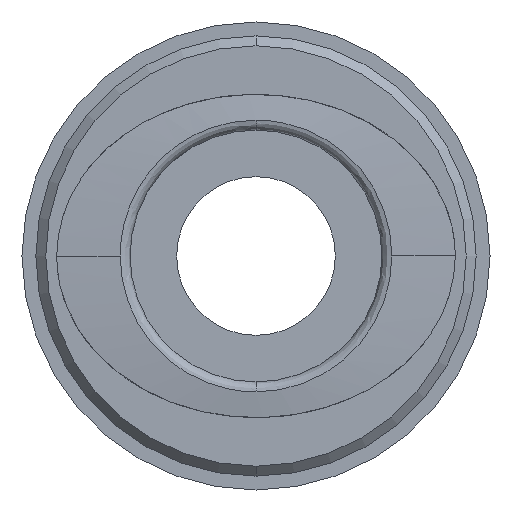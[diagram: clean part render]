
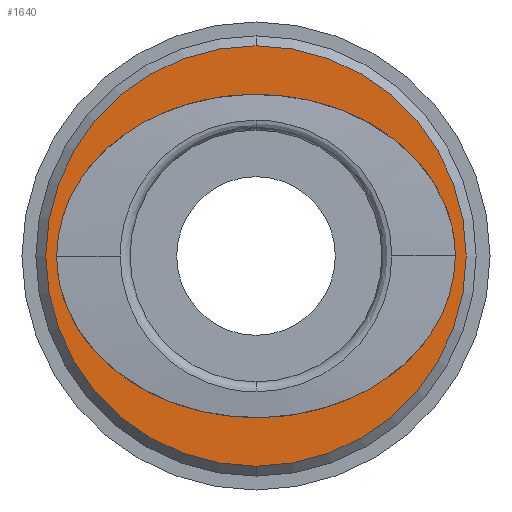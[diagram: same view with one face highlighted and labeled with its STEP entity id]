
A CAD part, front view. The second image highlights one B-rep face of the part: STEP entity #1640.
In plain terms, the highlighted planar face has unit normal (0, -1, 0).
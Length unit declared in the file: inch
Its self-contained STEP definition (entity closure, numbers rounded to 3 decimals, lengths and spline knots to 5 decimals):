
#19 = CARTESIAN_POINT ( 'NONE',  ( -0.39567, -0.95276, 0. ) ) ;
#68 = AXIS2_PLACEMENT_3D ( 'NONE', #1386, #3062, #1632 ) ;
#85 = EDGE_LOOP ( 'NONE', ( #1115, #2128 ) ) ;
#143 =( BOUNDED_CURVE ( )  B_SPLINE_CURVE ( 2, ( #857, #2284, #1337, #3015, #1582 ),
 .UNSPECIFIED., .F., .F. ) 
 B_SPLINE_CURVE_WITH_KNOTS ( ( 3, 2, 3 ),
 ( 0.02864, 0.04291, 0.05719 ),
 .UNSPECIFIED. ) 
 CURVE ( )  GEOMETRIC_REPRESENTATION_ITEM ( )  RATIONAL_B_SPLINE_CURVE ( ( 1., 0.707, 1., 0.707, 1. ) ) 
 REPRESENTATION_ITEM ( '' )  );
#225 = VERTEX_POINT ( 'NONE', #2795 ) ;
#255 = CARTESIAN_POINT ( 'NONE',  ( 0., -0.95276, -0.32087 ) ) ;
#262 = EDGE_CURVE ( 'NONE', #1308, #2617, #1517, .T. ) ;
#360 = FACE_OUTER_BOUND ( 'NONE', #921, .T. ) ;
#386 = CARTESIAN_POINT ( 'NONE',  ( -0.39567, -0.95276, 0. ) ) ;
#496 = CARTESIAN_POINT ( 'NONE',  ( 0.39567, -0.95276, 0. ) ) ;
#502 = EDGE_CURVE ( 'NONE', #2617, #1308, #2474, .T. ) ;
#651 = CARTESIAN_POINT ( 'NONE',  ( -0.4065, -0.95276, 0. ) ) ;
#668 = AXIS2_PLACEMENT_3D ( 'NONE', #651, #2798, #1372 ) ;
#857 = CARTESIAN_POINT ( 'NONE',  ( 0.39567, -0.95276, 0. ) ) ;
#898 = DIRECTION ( 'NONE',  ( 0., -1., 0. ) ) ;
#921 = EDGE_LOOP ( 'NONE', ( #2334, #2561 ) ) ;
#1115 = ORIENTED_EDGE ( 'NONE', *, *, #2401, .F. ) ;
#1193 = CARTESIAN_POINT ( 'NONE',  ( -0.39567, -0.95276, -0.32087 ) ) ;
#1308 = VERTEX_POINT ( 'NONE', #2972 ) ;
#1337 = CARTESIAN_POINT ( 'NONE',  ( 0., -0.95276, 0.32087 ) ) ;
#1372 = DIRECTION ( 'NONE',  ( 0., 0., -1. ) ) ;
#1386 = CARTESIAN_POINT ( 'NONE',  ( 0., -0.95276, 0. ) ) ;
#1517 = CIRCLE ( 'NONE', #1713, 0.41732 ) ;
#1524 = VERTEX_POINT ( 'NONE', #386 ) ;
#1582 = CARTESIAN_POINT ( 'NONE',  ( -0.39567, -0.95276, 0. ) ) ;
#1606 = PLANE ( 'NONE',  #668 ) ;
#1632 = DIRECTION ( 'NONE',  ( 0., 0., 1. ) ) ;
#1640 = ADVANCED_FACE ( 'NONE', ( #2894, #360 ), #1606, .T. ) ;
#1713 = AXIS2_PLACEMENT_3D ( 'NONE', #2322, #898, #2563 ) ;
#1903 = CARTESIAN_POINT ( 'NONE',  ( 0.39567, -0.95276, -0.32087 ) ) ;
#2113 =( BOUNDED_CURVE ( )  B_SPLINE_CURVE ( 2, ( #19, #1193, #255, #1903, #496 ),
 .UNSPECIFIED., .F., .F. ) 
 B_SPLINE_CURVE_WITH_KNOTS ( ( 3, 2, 3 ),
 ( 0., 0.01432, 0.02864 ),
 .UNSPECIFIED. ) 
 CURVE ( )  GEOMETRIC_REPRESENTATION_ITEM ( )  RATIONAL_B_SPLINE_CURVE ( ( 1., 0.707, 1., 0.707, 1. ) ) 
 REPRESENTATION_ITEM ( '' )  );
#2128 = ORIENTED_EDGE ( 'NONE', *, *, #2781, .F. ) ;
#2284 = CARTESIAN_POINT ( 'NONE',  ( 0.39567, -0.95276, 0.32087 ) ) ;
#2322 = CARTESIAN_POINT ( 'NONE',  ( 0., -0.95276, 0. ) ) ;
#2334 = ORIENTED_EDGE ( 'NONE', *, *, #502, .T. ) ;
#2401 = EDGE_CURVE ( 'NONE', #1524, #225, #2113, .T. ) ;
#2474 = CIRCLE ( 'NONE', #68, 0.41732 ) ;
#2561 = ORIENTED_EDGE ( 'NONE', *, *, #262, .T. ) ;
#2563 = DIRECTION ( 'NONE',  ( 0., 0., 1. ) ) ;
#2617 = VERTEX_POINT ( 'NONE', #2728 ) ;
#2728 = CARTESIAN_POINT ( 'NONE',  ( 0., -0.95276, 0.41732 ) ) ;
#2781 = EDGE_CURVE ( 'NONE', #225, #1524, #143, .T. ) ;
#2795 = CARTESIAN_POINT ( 'NONE',  ( 0.39567, -0.95276, 0. ) ) ;
#2798 = DIRECTION ( 'NONE',  ( 0., -1., 0. ) ) ;
#2894 = FACE_BOUND ( 'NONE', #85, .T. ) ;
#2972 = CARTESIAN_POINT ( 'NONE',  ( 0., -0.95276, -0.41732 ) ) ;
#3015 = CARTESIAN_POINT ( 'NONE',  ( -0.39567, -0.95276, 0.32087 ) ) ;
#3062 = DIRECTION ( 'NONE',  ( 0., -1., 0. ) ) ;
